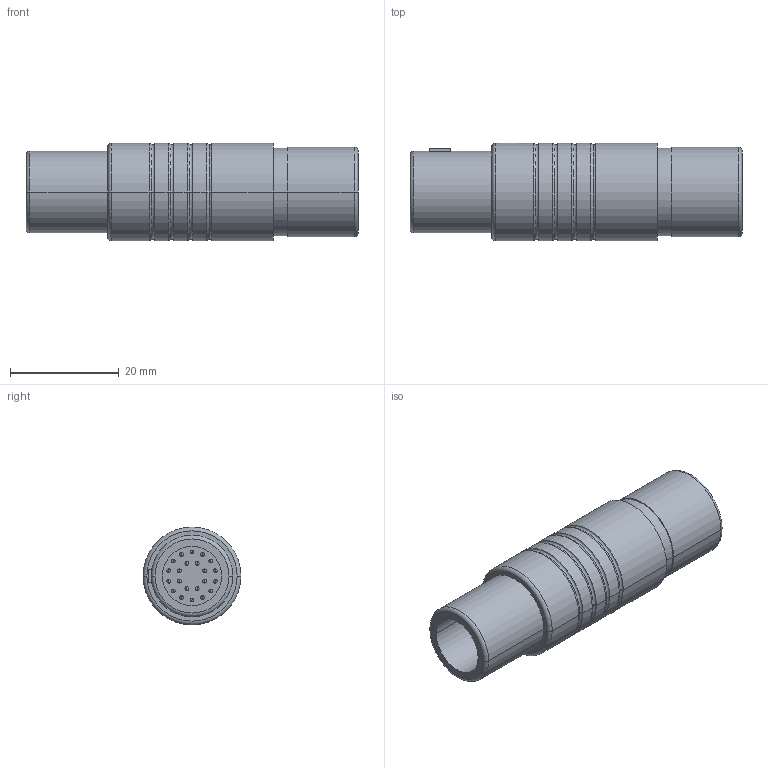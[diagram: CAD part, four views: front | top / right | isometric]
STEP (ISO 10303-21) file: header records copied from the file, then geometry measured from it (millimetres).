
FILE_DESCRIPTION((''),'2;1');
FILE_NAME('S33B0C-P22M','2020-08-06T08:56:53',('RTrager'),(''),'CREO PARAMETRIC BY PTC INC, 2018300','CREO PARAMETRIC BY PTC INC, 2018300','');
FILE_SCHEMA(('AP242_MANAGED_MODEL_BASED_3D_ENGINEERING_MIM_LF { 1 0 10303 442 1 1 4 }'));
Length unit declared in the file: millimetre
Products named in the file (1): S33B0C-P22M
Bounding box: 61 x 18 x 18 mm (x, y, z)
Volume: 9180 mm3; surface area: 6086.8 mm2
Topology: 1 solids, 1 shells, 363 faces, 916 edges, 562 vertices
Faces by surface type: cylinder 202, plane 64, sphere 44, torus 36, bspline 9, cone 8
Entity records: 19026 total; most frequent: CARTESIAN_POINT 3907, DIRECTION 1944, ORIENTED_EDGE 1744, PRESENTATION_STYLE_ASSIGNMENT 1198, STYLED_ITEM 906, CURVE_STYLE 872, EDGE_CURVE 872, AXIS2_PLACEMENT_3D 827
